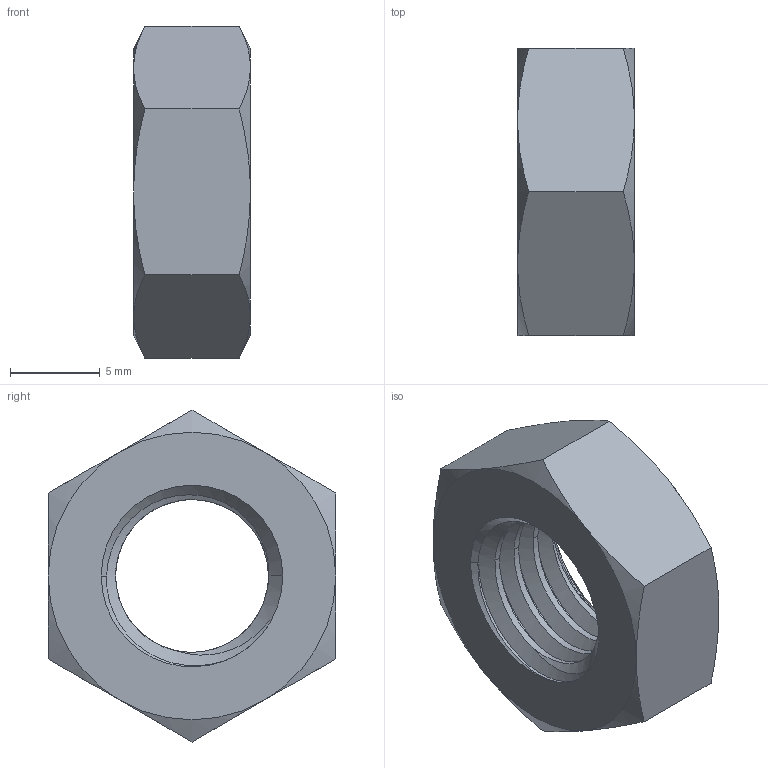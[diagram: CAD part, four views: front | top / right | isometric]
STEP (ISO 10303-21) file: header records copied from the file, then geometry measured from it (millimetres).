
FILE_DESCRIPTION (( 'STEP AP203' ), '1' );
FILE_NAME ('M10 Nut.STEP', '2022-02-24T16:07:32', ( '' ), ( '' ), 'SwSTEP 2.0', 'SolidWorks 2018', '' );
FILE_SCHEMA (( 'CONFIG_CONTROL_DESIGN' ));
Length unit declared in the file: millimetre
Products named in the file (1): M10 Nut
Bounding box: 6.5 x 16 x 18.48 mm (x, y, z)
Volume: 990.3 mm3; surface area: 930.4 mm2
Topology: 1 solids, 1 shells, 38 faces, 95 edges, 59 vertices
Faces by surface type: cone 18, plane 9, cylinder 8, bspline 3
Entity records: 2833 total; most frequent: CARTESIAN_POINT 1967, ORIENTED_EDGE 190, DIRECTION 130, EDGE_CURVE 95, VERTEX_POINT 59, AXIS2_PLACEMENT_3D 56, B_SPLINE_CURVE_WITH_KNOTS 46, EDGE_LOOP 40
